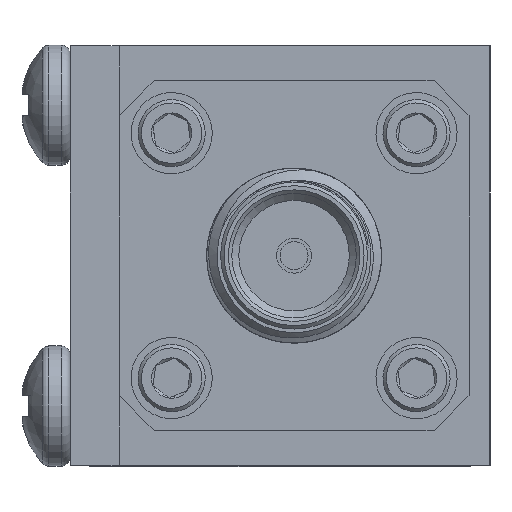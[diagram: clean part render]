
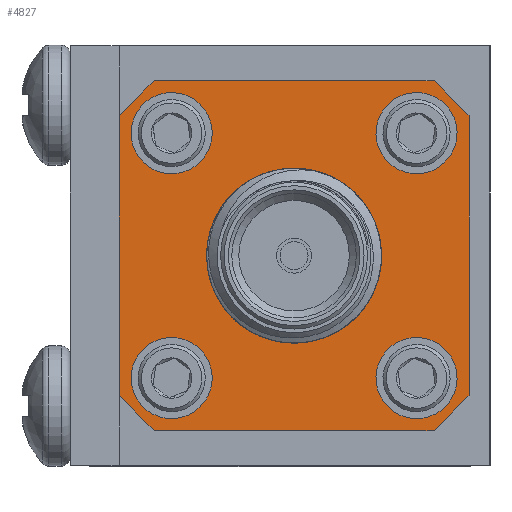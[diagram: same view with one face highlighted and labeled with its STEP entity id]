
A CAD part, left-side view. The second image highlights one B-rep face of the part: STEP entity #4827.
In plain terms, the highlighted planar face has unit normal (-1, 0, 0).
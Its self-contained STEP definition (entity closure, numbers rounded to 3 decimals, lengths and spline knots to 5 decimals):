
#903 = AXIS2_PLACEMENT_3D ( 'NONE', #27328, #35104, #39079 ) ;
#984 = CARTESIAN_POINT ( 'NONE',  ( -0.495, -0.27, -0.25 ) ) ;
#2473 = AXIS2_PLACEMENT_3D ( 'NONE', #17963, #45973, #41325 ) ;
#2772 = AXIS2_PLACEMENT_3D ( 'NONE', #4755, #40164, #16826 ) ;
#2866 = EDGE_CURVE ( 'NONE', #39568, #26209, #17750, .T. ) ;
#3059 = DIRECTION ( 'NONE',  ( 0., 0., -1. ) ) ;
#3109 = LINE ( 'NONE', #31563, #49483 ) ;
#3520 = VERTEX_POINT ( 'NONE', #35122 ) ;
#3627 = ORIENTED_EDGE ( 'NONE', *, *, #8180, .T. ) ;
#4288 = ORIENTED_EDGE ( 'NONE', *, *, #26683, .T. ) ;
#4755 = CARTESIAN_POINT ( 'NONE',  ( -0.495, -0.02, 0. ) ) ;
#4827 = ADVANCED_FACE ( 'NONE', ( #12117, #10231, #44881, #25676, #25060, #31868 ), #37956, .F. ) ;
#4993 = CARTESIAN_POINT ( 'NONE',  ( -0.495, -0.27, 0.2 ) ) ;
#6908 = CARTESIAN_POINT ( 'NONE',  ( -0.495, -0.22, 0.25 ) ) ;
#7387 = ORIENTED_EDGE ( 'NONE', *, *, #44598, .T. ) ;
#7904 = DIRECTION ( 'NONE',  ( 0., 0.707, -0.707 ) ) ;
#8180 = EDGE_CURVE ( 'NONE', #37251, #39568, #26221, .T. ) ;
#8461 = LINE ( 'NONE', #36793, #18929 ) ;
#9497 = VECTOR ( 'NONE', #7904, 39.37008 ) ;
#10231 = FACE_OUTER_BOUND ( 'NONE', #16097, .T. ) ;
#10366 = AXIS2_PLACEMENT_3D ( 'NONE', #39060, #35437, #31117 ) ;
#11578 = EDGE_CURVE ( 'NONE', #35431, #37251, #19945, .T. ) ;
#12117 = FACE_BOUND ( 'NONE', #36940, .T. ) ;
#12128 = EDGE_CURVE ( 'NONE', #27643, #35431, #42832, .T. ) ;
#13458 = CARTESIAN_POINT ( 'NONE',  ( -0.495, -0.195, 0.175 ) ) ;
#14613 = CARTESIAN_POINT ( 'NONE',  ( -0.495, 0.23, 0.2 ) ) ;
#15179 = EDGE_CURVE ( 'NONE', #3520, #3520, #25302, .T. ) ;
#16097 = EDGE_LOOP ( 'NONE', ( #4288, #40317, #23210, #7387, #18333, #19864, #3627, #17660 ) ) ;
#16826 = DIRECTION ( 'NONE',  ( 0., 0., -1. ) ) ;
#17261 = ORIENTED_EDGE ( 'NONE', *, *, #51147, .T. ) ;
#17490 = ORIENTED_EDGE ( 'NONE', *, *, #37767, .F. ) ;
#17660 = ORIENTED_EDGE ( 'NONE', *, *, #2866, .T. ) ;
#17750 = LINE ( 'NONE', #41774, #47438 ) ;
#17963 = CARTESIAN_POINT ( 'NONE',  ( -0.495, -0.195, -0.175 ) ) ;
#18333 = ORIENTED_EDGE ( 'NONE', *, *, #12128, .T. ) ;
#18929 = VECTOR ( 'NONE', #44919, 39.37008 ) ;
#18967 = AXIS2_PLACEMENT_3D ( 'NONE', #26713, #30527, #3059 ) ;
#19054 = CARTESIAN_POINT ( 'NONE',  ( -0.495, 0.23, -0.2 ) ) ;
#19864 = ORIENTED_EDGE ( 'NONE', *, *, #11578, .T. ) ;
#19945 = LINE ( 'NONE', #38625, #9497 ) ;
#20011 = CARTESIAN_POINT ( 'NONE',  ( -0.495, 0.23, -0.25 ) ) ;
#20425 = CARTESIAN_POINT ( 'NONE',  ( -0.495, -0.27, 0.25 ) ) ;
#20675 = VECTOR ( 'NONE', #47009, 39.37008 ) ;
#23047 = VERTEX_POINT ( 'NONE', #45345 ) ;
#23210 = ORIENTED_EDGE ( 'NONE', *, *, #40624, .T. ) ;
#23849 = CARTESIAN_POINT ( 'NONE',  ( -0.495, -0.02, -0.115 ) ) ;
#23875 = VECTOR ( 'NONE', #48677, 39.37008 ) ;
#24681 = ORIENTED_EDGE ( 'NONE', *, *, #49552, .T. ) ;
#25060 = FACE_BOUND ( 'NONE', #25581, .T. ) ;
#25302 = CIRCLE ( 'NONE', #38421, 0.058 ) ;
#25581 = EDGE_LOOP ( 'NONE', ( #17490 ) ) ;
#25676 = FACE_BOUND ( 'NONE', #27511, .T. ) ;
#25818 = CIRCLE ( 'NONE', #2772, 0.115 ) ;
#26209 = VERTEX_POINT ( 'NONE', #48917 ) ;
#26221 = LINE ( 'NONE', #20011, #20675 ) ;
#26348 = LINE ( 'NONE', #984, #23875 ) ;
#26683 = EDGE_CURVE ( 'NONE', #26209, #23047, #26348, .T. ) ;
#26713 = CARTESIAN_POINT ( 'NONE',  ( -0.495, -0.02, 0. ) ) ;
#26757 = EDGE_LOOP ( 'NONE', ( #17261 ) ) ;
#27274 = EDGE_LOOP ( 'NONE', ( #34808 ) ) ;
#27328 = CARTESIAN_POINT ( 'NONE',  ( -0.495, 0.155, 0.175 ) ) ;
#27400 = EDGE_CURVE ( 'NONE', #23047, #47058, #8461, .T. ) ;
#27511 = EDGE_LOOP ( 'NONE', ( #24681 ) ) ;
#27643 = VERTEX_POINT ( 'NONE', #6908 ) ;
#29868 = DIRECTION ( 'NONE',  ( 0., -0.707, -0.707 ) ) ;
#30034 = CARTESIAN_POINT ( 'NONE',  ( -0.495, 0.18, 0.25 ) ) ;
#30527 = DIRECTION ( 'NONE',  ( 1., 0., 0. ) ) ;
#30881 = CIRCLE ( 'NONE', #10366, 0.058 ) ;
#31117 = DIRECTION ( 'NONE',  ( 0., 0.383, 0.924 ) ) ;
#31476 = CARTESIAN_POINT ( 'NONE',  ( -0.495, 0.17722, -0.12142 ) ) ;
#31563 = CARTESIAN_POINT ( 'NONE',  ( -0.495, -0.27, -0.25 ) ) ;
#31868 = FACE_BOUND ( 'NONE', #27274, .T. ) ;
#31915 = VERTEX_POINT ( 'NONE', #23849 ) ;
#33561 = VECTOR ( 'NONE', #42211, 39.37008 ) ;
#33933 = CARTESIAN_POINT ( 'NONE',  ( -0.495, -0.22, 0.25 ) ) ;
#34402 = VERTEX_POINT ( 'NONE', #31476 ) ;
#34808 = ORIENTED_EDGE ( 'NONE', *, *, #15179, .T. ) ;
#35104 = DIRECTION ( 'NONE',  ( -1., 0., 0. ) ) ;
#35122 = CARTESIAN_POINT ( 'NONE',  ( -0.495, -0.21722, 0.12142 ) ) ;
#35398 = VECTOR ( 'NONE', #47590, 39.37008 ) ;
#35431 = VERTEX_POINT ( 'NONE', #30034 ) ;
#35437 = DIRECTION ( 'NONE',  ( 1., 0., 0. ) ) ;
#35637 = CARTESIAN_POINT ( 'NONE',  ( -0.495, -0.21722, -0.12142 ) ) ;
#36534 = CIRCLE ( 'NONE', #903, 0.058 ) ;
#36793 = CARTESIAN_POINT ( 'NONE',  ( -0.495, -0.27, -0.2 ) ) ;
#36940 = EDGE_LOOP ( 'NONE', ( #45924 ) ) ;
#37251 = VERTEX_POINT ( 'NONE', #14613 ) ;
#37465 = DIRECTION ( 'NONE',  ( 0., -0.383, -0.924 ) ) ;
#37767 = EDGE_CURVE ( 'NONE', #46759, #46759, #47798, .T. ) ;
#37858 = LINE ( 'NONE', #33933, #33561 ) ;
#37956 = PLANE ( 'NONE',  #18967 ) ;
#38421 = AXIS2_PLACEMENT_3D ( 'NONE', #13458, #41106, #37465 ) ;
#38625 = CARTESIAN_POINT ( 'NONE',  ( -0.495, 0.23, 0.2 ) ) ;
#39060 = CARTESIAN_POINT ( 'NONE',  ( -0.495, 0.155, -0.175 ) ) ;
#39079 = DIRECTION ( 'NONE',  ( 0., 0.383, -0.924 ) ) ;
#39568 = VERTEX_POINT ( 'NONE', #19054 ) ;
#40009 = EDGE_CURVE ( 'NONE', #51107, #51107, #36534, .T. ) ;
#40164 = DIRECTION ( 'NONE',  ( 1., 0., 0. ) ) ;
#40317 = ORIENTED_EDGE ( 'NONE', *, *, #27400, .T. ) ;
#40624 = EDGE_CURVE ( 'NONE', #47058, #50580, #3109, .T. ) ;
#41106 = DIRECTION ( 'NONE',  ( 1., 0., 0. ) ) ;
#41325 = DIRECTION ( 'NONE',  ( 0., -0.383, 0.924 ) ) ;
#41774 = CARTESIAN_POINT ( 'NONE',  ( -0.495, 0.18, -0.25 ) ) ;
#42211 = DIRECTION ( 'NONE',  ( 0., 0.707, 0.707 ) ) ;
#42279 = CARTESIAN_POINT ( 'NONE',  ( -0.495, -0.27, -0.2 ) ) ;
#42832 = LINE ( 'NONE', #20425, #35398 ) ;
#43672 = DIRECTION ( 'NONE',  ( 0., 0., 1. ) ) ;
#44598 = EDGE_CURVE ( 'NONE', #50580, #27643, #37858, .T. ) ;
#44881 = FACE_BOUND ( 'NONE', #26757, .T. ) ;
#44919 = DIRECTION ( 'NONE',  ( 0., -0.707, 0.707 ) ) ;
#45345 = CARTESIAN_POINT ( 'NONE',  ( -0.495, -0.22, -0.25 ) ) ;
#45924 = ORIENTED_EDGE ( 'NONE', *, *, #40009, .F. ) ;
#45973 = DIRECTION ( 'NONE',  ( -1., 0., 0. ) ) ;
#46759 = VERTEX_POINT ( 'NONE', #35637 ) ;
#47009 = DIRECTION ( 'NONE',  ( 0., 0., -1. ) ) ;
#47058 = VERTEX_POINT ( 'NONE', #42279 ) ;
#47438 = VECTOR ( 'NONE', #29868, 39.37008 ) ;
#47590 = DIRECTION ( 'NONE',  ( 0., 1., 0. ) ) ;
#47798 = CIRCLE ( 'NONE', #2473, 0.058 ) ;
#47901 = CARTESIAN_POINT ( 'NONE',  ( -0.495, 0.17722, 0.12142 ) ) ;
#48677 = DIRECTION ( 'NONE',  ( 0., -1., 0. ) ) ;
#48917 = CARTESIAN_POINT ( 'NONE',  ( -0.495, 0.18, -0.25 ) ) ;
#49483 = VECTOR ( 'NONE', #43672, 39.37008 ) ;
#49552 = EDGE_CURVE ( 'NONE', #34402, #34402, #30881, .T. ) ;
#50580 = VERTEX_POINT ( 'NONE', #4993 ) ;
#51107 = VERTEX_POINT ( 'NONE', #47901 ) ;
#51147 = EDGE_CURVE ( 'NONE', #31915, #31915, #25818, .T. ) ;
